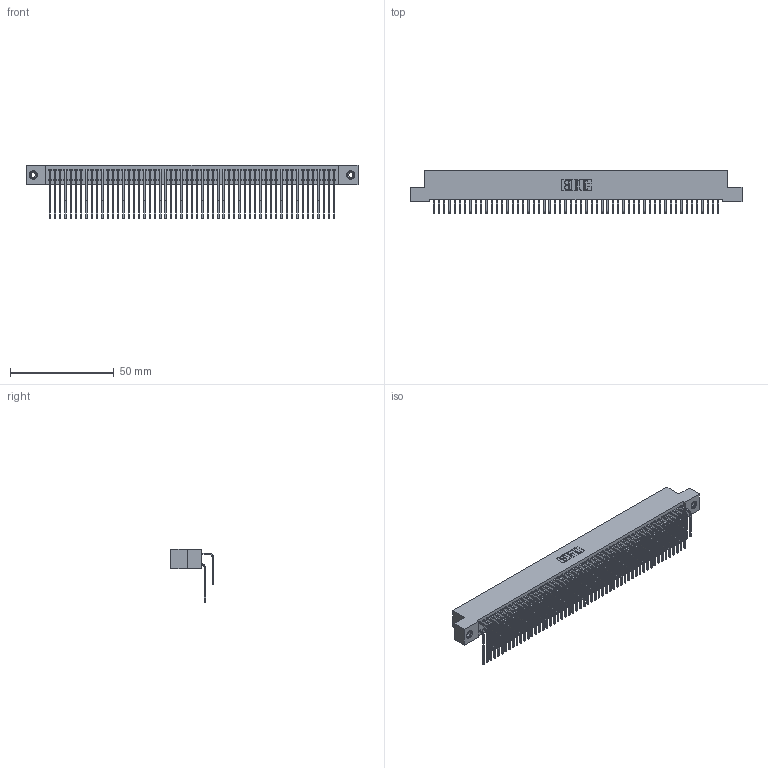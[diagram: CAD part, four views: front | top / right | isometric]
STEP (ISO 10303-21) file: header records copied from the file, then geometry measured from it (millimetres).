
FILE_DESCRIPTION (( 'STEP AP203' ), '1' );
FILE_NAME ('392-110-559-208.STEP', '2018-08-18T22:07:33', ( '' ), ( '' ), 'SwSTEP 2.0', 'SolidWorks 2016', '' );
FILE_SCHEMA (( 'CONFIG_CONTROL_DESIGN' ));
Length unit declared in the file: inch
Products named in the file (5): 345-292-001_558 559 Tail - 1; 345-292-001_559 Tail - 2; 345-250-001_345-250-003-102; 392-110-559-208; 342 Part_TI
Assembly tree (113 placements, depth 2):
  392-110-559-208
    342 Part_TI
    345-292-001_558 559 Tail - 1  x55
    345-292-001_559 Tail - 2  x55
    345-250-001_345-250-003-102  x2
Bounding box: 160.02 x 20.64 x 25.78 mm (x, y, z)
Volume: 15068.2 mm3; surface area: 27728.4 mm2
Topology: 113 solids, 113 shells, 6110 faces, 18145 edges, 11942 vertices
Faces by surface type: plane 4278, cylinder 1816, cone 12, torus 4
Entity records: 36540 total; most frequent: CARTESIAN_POINT 6072, ORIENTED_EDGE 5950, DIRECTION 5177, EDGE_CURVE 2975, VECTOR 2787, LINE 2787, VERTEX_POINT 1976, AXIS2_PLACEMENT_3D 1195
